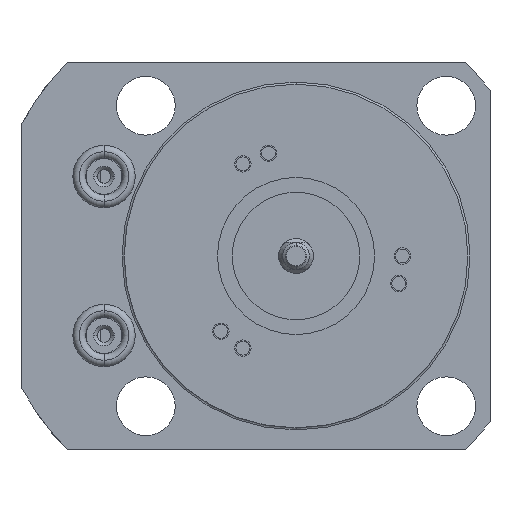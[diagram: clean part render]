
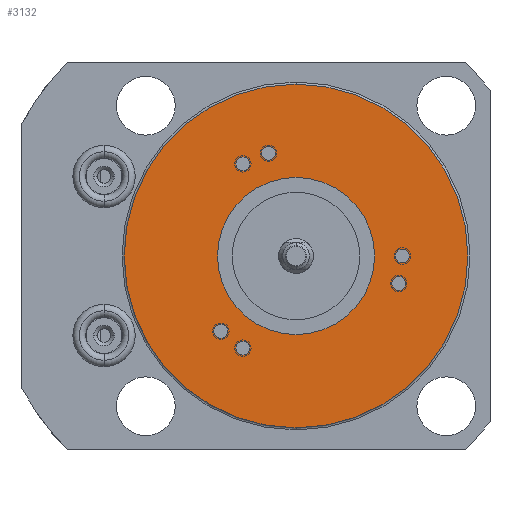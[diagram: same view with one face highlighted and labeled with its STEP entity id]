
A CAD part, front view. The second image highlights one B-rep face of the part: STEP entity #3132.
In plain terms, the highlighted planar face has unit normal (0, -1, 0).
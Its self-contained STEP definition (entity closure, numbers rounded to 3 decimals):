
#902=CARTESIAN_POINT('',(0.,0.,0.));
#903=DIRECTION('',(0.,-1.,0.));
#904=DIRECTION('',(0.,0.,1.));
#905=AXIS2_PLACEMENT_3D('',#902,#903,#904);
#907=CARTESIAN_POINT('',(0.,0.,0.));
#908=DIRECTION('',(0.,-1.,0.));
#909=DIRECTION('',(0.,0.,-1.));
#910=AXIS2_PLACEMENT_3D('',#907,#908,#909);
#922=CARTESIAN_POINT('',(19.431,0.,0.));
#923=DIRECTION('',(0.,-1.,0.));
#924=DIRECTION('',(0.,0.,1.));
#925=AXIS2_PLACEMENT_3D('',#922,#923,#924);
#927=CARTESIAN_POINT('',(19.431,0.,0.));
#928=DIRECTION('',(0.,-1.,0.));
#929=DIRECTION('',(0.,0.,-1.));
#930=AXIS2_PLACEMENT_3D('',#927,#928,#929);
#932=CARTESIAN_POINT('',(18.769,0.,-5.029));
#933=DIRECTION('',(0.,-1.,0.));
#934=DIRECTION('',(0.,0.,1.));
#935=AXIS2_PLACEMENT_3D('',#932,#933,#934);
#937=CARTESIAN_POINT('',(18.769,0.,-5.029));
#938=DIRECTION('',(0.,-1.,0.));
#939=DIRECTION('',(0.,0.,-1.));
#940=AXIS2_PLACEMENT_3D('',#937,#938,#939);
#942=CARTESIAN_POINT('',(-9.716,0.,16.828));
#943=DIRECTION('',(0.,-1.,0.));
#944=DIRECTION('',(0.,0.,1.));
#945=AXIS2_PLACEMENT_3D('',#942,#943,#944);
#947=CARTESIAN_POINT('',(-9.716,0.,16.828));
#948=DIRECTION('',(0.,-1.,0.));
#949=DIRECTION('',(0.,0.,-1.));
#950=AXIS2_PLACEMENT_3D('',#947,#948,#949);
#952=CARTESIAN_POINT('',(-5.029,0.,18.769));
#953=DIRECTION('',(0.,-1.,0.));
#954=DIRECTION('',(0.,0.,1.));
#955=AXIS2_PLACEMENT_3D('',#952,#953,#954);
#957=CARTESIAN_POINT('',(-5.029,0.,18.769));
#958=DIRECTION('',(0.,-1.,0.));
#959=DIRECTION('',(0.,0.,-1.));
#960=AXIS2_PLACEMENT_3D('',#957,#958,#959);
#962=CARTESIAN_POINT('',(-9.716,0.,-16.828));
#963=DIRECTION('',(0.,-1.,0.));
#964=DIRECTION('',(0.,0.,1.));
#965=AXIS2_PLACEMENT_3D('',#962,#963,#964);
#967=CARTESIAN_POINT('',(-9.716,0.,-16.828));
#968=DIRECTION('',(0.,-1.,0.));
#969=DIRECTION('',(0.,0.,-1.));
#970=AXIS2_PLACEMENT_3D('',#967,#968,#969);
#972=CARTESIAN_POINT('',(-13.74,0.,-13.74));
#973=DIRECTION('',(0.,-1.,0.));
#974=DIRECTION('',(0.,0.,1.));
#975=AXIS2_PLACEMENT_3D('',#972,#973,#974);
#977=CARTESIAN_POINT('',(-13.74,0.,-13.74));
#978=DIRECTION('',(0.,-1.,0.));
#979=DIRECTION('',(0.,0.,-1.));
#980=AXIS2_PLACEMENT_3D('',#977,#978,#979);
#992=CARTESIAN_POINT('',(0.,0.,0.));
#993=DIRECTION('',(0.,1.,0.));
#994=DIRECTION('',(0.,0.,1.));
#995=AXIS2_PLACEMENT_3D('',#992,#993,#994);
#997=CARTESIAN_POINT('',(0.,0.,0.));
#998=DIRECTION('',(0.,1.,0.));
#999=DIRECTION('',(0.,0.,-1.));
#1000=AXIS2_PLACEMENT_3D('',#997,#998,#999);
#1762=CARTESIAN_POINT('',(0.,0.,31.395));
#1763=CARTESIAN_POINT('',(0.,0.,-31.395));
#1764=VERTEX_POINT('',#1762);
#1765=VERTEX_POINT('',#1763);
#2127=CARTESIAN_POINT('',(19.431,0.,1.27));
#2128=CARTESIAN_POINT('',(19.431,0.,-1.27));
#2129=VERTEX_POINT('',#2127);
#2130=VERTEX_POINT('',#2128);
#2131=CARTESIAN_POINT('',(18.769,0.,-3.759));
#2132=CARTESIAN_POINT('',(18.769,0.,-6.299));
#2133=VERTEX_POINT('',#2131);
#2134=VERTEX_POINT('',#2132);
#2135=CARTESIAN_POINT('',(-9.716,0.,18.098));
#2136=CARTESIAN_POINT('',(-9.716,0.,15.558));
#2137=VERTEX_POINT('',#2135);
#2138=VERTEX_POINT('',#2136);
#2139=CARTESIAN_POINT('',(-5.029,0.,20.039));
#2140=CARTESIAN_POINT('',(-5.029,0.,17.499));
#2141=VERTEX_POINT('',#2139);
#2142=VERTEX_POINT('',#2140);
#2143=CARTESIAN_POINT('',(-9.716,0.,-15.558));
#2144=CARTESIAN_POINT('',(-9.716,0.,-18.098));
#2145=VERTEX_POINT('',#2143);
#2146=VERTEX_POINT('',#2144);
#2147=CARTESIAN_POINT('',(-13.74,0.,-12.47));
#2148=CARTESIAN_POINT('',(-13.74,0.,-15.01));
#2149=VERTEX_POINT('',#2147);
#2150=VERTEX_POINT('',#2148);
#2163=CARTESIAN_POINT('',(0.,0.,14.351));
#2164=CARTESIAN_POINT('',(0.,0.,-14.351));
#2165=VERTEX_POINT('',#2163);
#2166=VERTEX_POINT('',#2164);
#3081=CARTESIAN_POINT('',(0.,0.,0.));
#3082=DIRECTION('',(0.,1.,0.));
#3083=DIRECTION('',(0.,0.,1.));
#3084=AXIS2_PLACEMENT_3D('',#3081,#3082,#3083);
#3085=PLANE('',#3084);
#3086=ORIENTED_EDGE('',*,*,#3061,.F.);
#3087=ORIENTED_EDGE('',*,*,#3075,.F.);
#3088=EDGE_LOOP('',(#3086,#3087));
#3089=FACE_OUTER_BOUND('',#3088,.F.);
#3091=ORIENTED_EDGE('',*,*,#3090,.T.);
#3093=ORIENTED_EDGE('',*,*,#3092,.T.);
#3094=EDGE_LOOP('',(#3091,#3093));
#3095=FACE_BOUND('',#3094,.F.);
#3097=ORIENTED_EDGE('',*,*,#3096,.T.);
#3099=ORIENTED_EDGE('',*,*,#3098,.T.);
#3100=EDGE_LOOP('',(#3097,#3099));
#3101=FACE_BOUND('',#3100,.F.);
#3103=ORIENTED_EDGE('',*,*,#3102,.T.);
#3105=ORIENTED_EDGE('',*,*,#3104,.T.);
#3106=EDGE_LOOP('',(#3103,#3105));
#3107=FACE_BOUND('',#3106,.F.);
#3109=ORIENTED_EDGE('',*,*,#3108,.T.);
#3111=ORIENTED_EDGE('',*,*,#3110,.T.);
#3112=EDGE_LOOP('',(#3109,#3111));
#3113=FACE_BOUND('',#3112,.F.);
#3115=ORIENTED_EDGE('',*,*,#3114,.T.);
#3117=ORIENTED_EDGE('',*,*,#3116,.T.);
#3118=EDGE_LOOP('',(#3115,#3117));
#3119=FACE_BOUND('',#3118,.F.);
#3121=ORIENTED_EDGE('',*,*,#3120,.T.);
#3123=ORIENTED_EDGE('',*,*,#3122,.T.);
#3124=EDGE_LOOP('',(#3121,#3123));
#3125=FACE_BOUND('',#3124,.F.);
#3127=ORIENTED_EDGE('',*,*,#3126,.F.);
#3129=ORIENTED_EDGE('',*,*,#3128,.F.);
#3130=EDGE_LOOP('',(#3127,#3129));
#3131=FACE_BOUND('',#3130,.F.);
#906=CIRCLE('',#905,31.395);
#911=CIRCLE('',#910,31.395);
#926=CIRCLE('',#925,1.27);
#931=CIRCLE('',#930,1.27);
#936=CIRCLE('',#935,1.27);
#941=CIRCLE('',#940,1.27);
#946=CIRCLE('',#945,1.27);
#951=CIRCLE('',#950,1.27);
#956=CIRCLE('',#955,1.27);
#961=CIRCLE('',#960,1.27);
#966=CIRCLE('',#965,1.27);
#971=CIRCLE('',#970,1.27);
#976=CIRCLE('',#975,1.27);
#981=CIRCLE('',#980,1.27);
#996=CIRCLE('',#995,14.351);
#1001=CIRCLE('',#1000,14.351);
#3061=EDGE_CURVE('',#1764,#1765,#906,.T.);
#3075=EDGE_CURVE('',#1765,#1764,#911,.T.);
#3090=EDGE_CURVE('',#2129,#2130,#926,.T.);
#3092=EDGE_CURVE('',#2130,#2129,#931,.T.);
#3096=EDGE_CURVE('',#2133,#2134,#936,.T.);
#3098=EDGE_CURVE('',#2134,#2133,#941,.T.);
#3102=EDGE_CURVE('',#2137,#2138,#946,.T.);
#3104=EDGE_CURVE('',#2138,#2137,#951,.T.);
#3108=EDGE_CURVE('',#2141,#2142,#956,.T.);
#3110=EDGE_CURVE('',#2142,#2141,#961,.T.);
#3114=EDGE_CURVE('',#2145,#2146,#966,.T.);
#3116=EDGE_CURVE('',#2146,#2145,#971,.T.);
#3120=EDGE_CURVE('',#2149,#2150,#976,.T.);
#3122=EDGE_CURVE('',#2150,#2149,#981,.T.);
#3126=EDGE_CURVE('',#2165,#2166,#996,.T.);
#3128=EDGE_CURVE('',#2166,#2165,#1001,.T.);
#3132=ADVANCED_FACE('',(#3089,#3095,#3101,#3107,#3113,#3119,#3125,#3131),#3085,
.F.);
